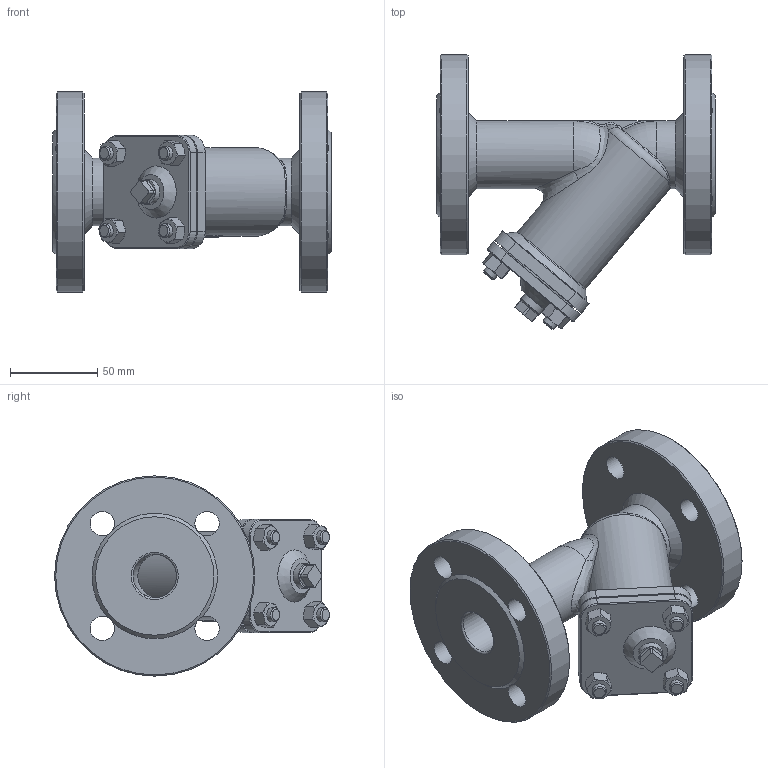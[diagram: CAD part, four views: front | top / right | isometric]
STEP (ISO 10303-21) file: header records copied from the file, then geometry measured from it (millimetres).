
FILE_DESCRIPTION(/* description */ (''),/* implementation_level */ '2;1');
FILE_NAME(/* name */ 'DN25_3D_STEP.stp',/* time_stamp */ '2025-12-18T23:17:19+03:00',/* author */ ('igorr'),/* organization */ (''),/* preprocessor_version */ 'ST-DEVELOPER v20',/* originating_system */ 'Autodesk Inventor 2025',/* authorisation */ '');
FILE_SCHEMA (('AUTOMOTIVE_DESIGN { 1 0 10303 214 3 1 1 }'));
Length unit declared in the file: millimetre
Products named in the file (3): Сборка; Деталь1; ANSI B18.2.4.2M - M8x1,25
Assembly tree (5 placements, depth 2):
  Сборка
    Деталь1
    ANSI B18.2.4.2M - M8x1,25  x4
Bounding box: 160 x 157.82 x 115 mm (x, y, z)
Volume: 622536.9 mm3; surface area: 103798.7 mm2
Topology: 5 solids, 5 shells, 311 faces, 756 edges, 469 vertices
Faces by surface type: plane 111, cone 74, cylinder 63, bspline 39, torus 22, sphere 2
Full cylindrical faces by diameter (mm): 6.647 x4, 8 x8, 14 x9, 25 x2, 39 x2, 51 x2, 115 x2
Entity records: 9153 total; most frequent: CARTESIAN_POINT 3129, ORIENTED_EDGE 1212, DIRECTION 1144, EDGE_CURVE 606, AXIS2_PLACEMENT_3D 459, VERTEX_POINT 382, EDGE_LOOP 282, FACE_OUTER_BOUND 242
